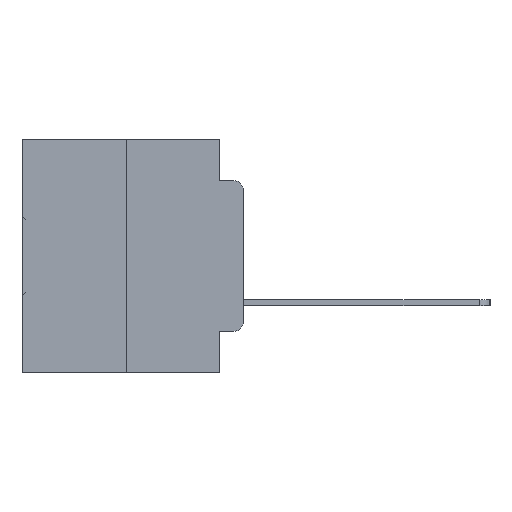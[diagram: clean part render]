
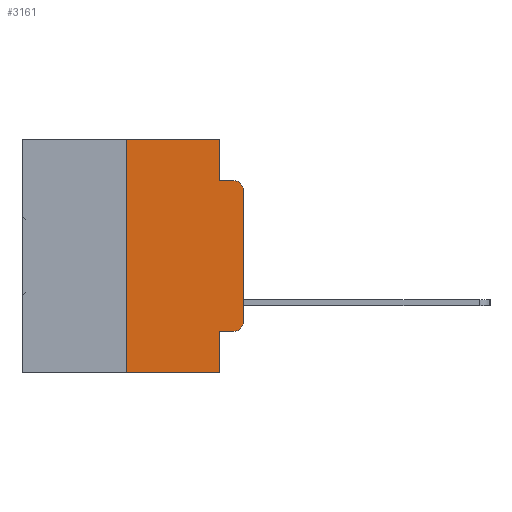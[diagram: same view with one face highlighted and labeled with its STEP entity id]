
A CAD part, left-side view. The second image highlights one B-rep face of the part: STEP entity #3161.
In plain terms, the highlighted planar face has unit normal (-1, 0, 0).
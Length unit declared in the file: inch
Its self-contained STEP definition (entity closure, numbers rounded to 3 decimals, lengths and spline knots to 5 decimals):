
#578 = EDGE_LOOP ( 'NONE', ( #15912, #20136, #24836, #10375, #24877, #3838, #22493, #1338, #32753, #28390 ) ) ;
#721 = EDGE_CURVE ( 'NONE', #19136, #5029, #18814, .T. ) ;
#893 = VECTOR ( 'NONE', #5019, 39.37008 ) ;
#1003 = CARTESIAN_POINT ( 'NONE',  ( 0., 0.051, -0.0885 ) ) ;
#1338 = ORIENTED_EDGE ( 'NONE', *, *, #23618, .F. ) ;
#2374 = CARTESIAN_POINT ( 'NONE',  ( 0., 0., 0. ) ) ;
#2425 = VECTOR ( 'NONE', #19912, 39.37008 ) ;
#3161 = ADVANCED_FACE ( 'NONE', ( #22606 ), #17611, .F. ) ;
#3175 = CARTESIAN_POINT ( 'NONE',  ( 0., 0.051, 0. ) ) ;
#3478 = CARTESIAN_POINT ( 'NONE',  ( 0., 0., -0.3915 ) ) ;
#3838 = ORIENTED_EDGE ( 'NONE', *, *, #25300, .F. ) ;
#4260 = CARTESIAN_POINT ( 'NONE',  ( 0., 0.473, -0.5 ) ) ;
#4284 = CARTESIAN_POINT ( 'NONE',  ( 0., 0.473, 0. ) ) ;
#4301 = DIRECTION ( 'NONE',  ( -1., 0., 0. ) ) ;
#4879 = CARTESIAN_POINT ( 'NONE',  ( 0., 0.473, 0. ) ) ;
#5019 = DIRECTION ( 'NONE',  ( 0., 0., 1. ) ) ;
#5029 = VERTEX_POINT ( 'NONE', #18864 ) ;
#6508 = EDGE_CURVE ( 'NONE', #17377, #24410, #11862, .T. ) ;
#7040 = CARTESIAN_POINT ( 'NONE',  ( 0., 0.25, -0.5 ) ) ;
#7104 = LINE ( 'NONE', #17548, #26446 ) ;
#7529 = DIRECTION ( 'NONE',  ( 0., 0., -1. ) ) ;
#7741 = CARTESIAN_POINT ( 'NONE',  ( 0., 0.02, -0.4115 ) ) ;
#7960 = DIRECTION ( 'NONE',  ( 0., -1., 0. ) ) ;
#8324 = AXIS2_PLACEMENT_3D ( 'NONE', #19541, #4301, #22038 ) ;
#9973 = EDGE_CURVE ( 'NONE', #13707, #17377, #13116, .T. ) ;
#10375 = ORIENTED_EDGE ( 'NONE', *, *, #721, .F. ) ;
#11542 = CIRCLE ( 'NONE', #13462, 0.02 ) ;
#11862 = CIRCLE ( 'NONE', #8324, 0.02 ) ;
#12122 = VERTEX_POINT ( 'NONE', #23064 ) ;
#12297 = LINE ( 'NONE', #4260, #18923 ) ;
#12526 = DIRECTION ( 'NONE',  ( 0., 0., -1. ) ) ;
#13047 = EDGE_CURVE ( 'NONE', #26946, #19136, #23026, .T. ) ;
#13116 = LINE ( 'NONE', #2374, #893 ) ;
#13462 = AXIS2_PLACEMENT_3D ( 'NONE', #15439, #32952, #17908 ) ;
#13707 = VERTEX_POINT ( 'NONE', #3478 ) ;
#15277 = EDGE_CURVE ( 'NONE', #30649, #13707, #11542, .T. ) ;
#15301 = AXIS2_PLACEMENT_3D ( 'NONE', #4879, #22610, #7529 ) ;
#15439 = CARTESIAN_POINT ( 'NONE',  ( 0., 0.02, -0.3915 ) ) ;
#15912 = ORIENTED_EDGE ( 'NONE', *, *, #9973, .T. ) ;
#16805 = VECTOR ( 'NONE', #7960, 39.37008 ) ;
#17147 = DIRECTION ( 'NONE',  ( 0., -1., 0. ) ) ;
#17377 = VERTEX_POINT ( 'NONE', #20677 ) ;
#17548 = CARTESIAN_POINT ( 'NONE',  ( 0., 0.051, 0. ) ) ;
#17611 = PLANE ( 'NONE',  #15301 ) ;
#17908 = DIRECTION ( 'NONE',  ( 0., 0., -1. ) ) ;
#18582 = EDGE_CURVE ( 'NONE', #21263, #30649, #22623, .T. ) ;
#18814 = LINE ( 'NONE', #3175, #21139 ) ;
#18864 = CARTESIAN_POINT ( 'NONE',  ( 0., 0.051, -0.0885 ) ) ;
#18923 = VECTOR ( 'NONE', #19502, 39.37008 ) ;
#18945 = DIRECTION ( 'NONE',  ( 0., -1., 0. ) ) ;
#19136 = VERTEX_POINT ( 'NONE', #26070 ) ;
#19502 = DIRECTION ( 'NONE',  ( 0., -1., 0. ) ) ;
#19541 = CARTESIAN_POINT ( 'NONE',  ( 0., 0.02, -0.1085 ) ) ;
#19912 = DIRECTION ( 'NONE',  ( 0., 0., 1. ) ) ;
#20060 = VERTEX_POINT ( 'NONE', #7040 ) ;
#20136 = ORIENTED_EDGE ( 'NONE', *, *, #6508, .T. ) ;
#20677 = CARTESIAN_POINT ( 'NONE',  ( 0., 0., -0.1085 ) ) ;
#21139 = VECTOR ( 'NONE', #28475, 39.37008 ) ;
#21226 = LINE ( 'NONE', #1003, #27948 ) ;
#21263 = VERTEX_POINT ( 'NONE', #32449 ) ;
#22038 = DIRECTION ( 'NONE',  ( 0., 0., -1. ) ) ;
#22493 = ORIENTED_EDGE ( 'NONE', *, *, #32136, .T. ) ;
#22606 = FACE_OUTER_BOUND ( 'NONE', #578, .T. ) ;
#22610 = DIRECTION ( 'NONE',  ( 1., 0., 0. ) ) ;
#22623 = LINE ( 'NONE', #25566, #16805 ) ;
#23026 = LINE ( 'NONE', #4284, #28981 ) ;
#23064 = CARTESIAN_POINT ( 'NONE',  ( 0., 0.051, -0.5 ) ) ;
#23618 = EDGE_CURVE ( 'NONE', #21263, #12122, #7104, .T. ) ;
#24410 = VERTEX_POINT ( 'NONE', #28135 ) ;
#24836 = ORIENTED_EDGE ( 'NONE', *, *, #32512, .F. ) ;
#24877 = ORIENTED_EDGE ( 'NONE', *, *, #13047, .F. ) ;
#25300 = EDGE_CURVE ( 'NONE', #20060, #26946, #29480, .T. ) ;
#25566 = CARTESIAN_POINT ( 'NONE',  ( 0., 0.051, -0.4115 ) ) ;
#26070 = CARTESIAN_POINT ( 'NONE',  ( 0., 0.051, 0. ) ) ;
#26446 = VECTOR ( 'NONE', #12526, 39.37008 ) ;
#26537 = CARTESIAN_POINT ( 'NONE',  ( 0., 0.25, 0. ) ) ;
#26946 = VERTEX_POINT ( 'NONE', #26537 ) ;
#27948 = VECTOR ( 'NONE', #18945, 39.37008 ) ;
#28135 = CARTESIAN_POINT ( 'NONE',  ( 0., 0.02, -0.0885 ) ) ;
#28390 = ORIENTED_EDGE ( 'NONE', *, *, #15277, .T. ) ;
#28475 = DIRECTION ( 'NONE',  ( 0., 0., -1. ) ) ;
#28981 = VECTOR ( 'NONE', #17147, 39.37008 ) ;
#29480 = LINE ( 'NONE', #32465, #2425 ) ;
#30649 = VERTEX_POINT ( 'NONE', #7741 ) ;
#32136 = EDGE_CURVE ( 'NONE', #20060, #12122, #12297, .T. ) ;
#32449 = CARTESIAN_POINT ( 'NONE',  ( 0., 0.051, -0.4115 ) ) ;
#32465 = CARTESIAN_POINT ( 'NONE',  ( 0., 0.25, 0. ) ) ;
#32512 = EDGE_CURVE ( 'NONE', #5029, #24410, #21226, .T. ) ;
#32753 = ORIENTED_EDGE ( 'NONE', *, *, #18582, .T. ) ;
#32952 = DIRECTION ( 'NONE',  ( -1., 0., 0. ) ) ;
